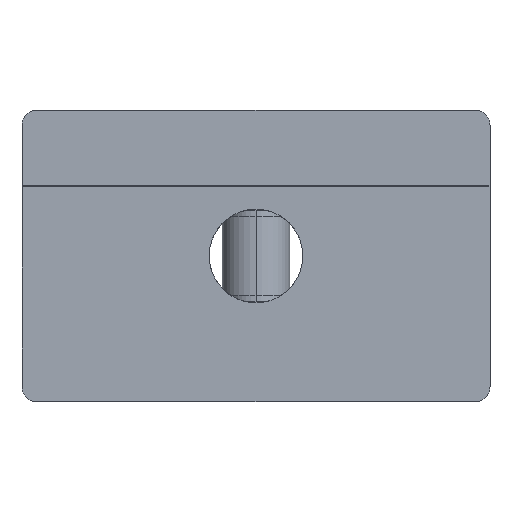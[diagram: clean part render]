
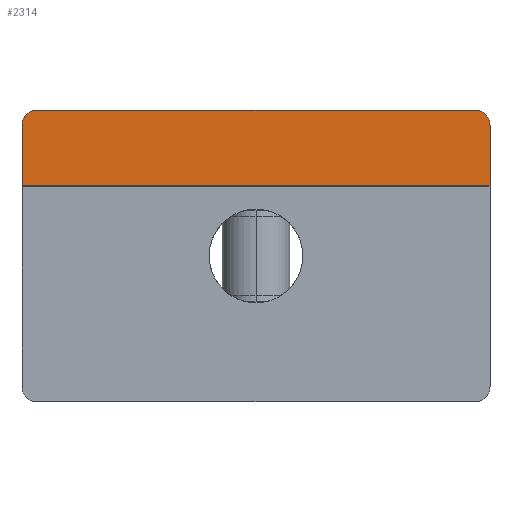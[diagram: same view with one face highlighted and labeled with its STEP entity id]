
A CAD part, left-side view. The second image highlights one B-rep face of the part: STEP entity #2314.
In plain terms, the highlighted cylindrical face has radius 500000 mm (diameter 1e+06 mm), a partial arc.
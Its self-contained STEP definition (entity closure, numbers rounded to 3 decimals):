
#132 = CARTESIAN_POINT ( 'NONE',  ( -63., -21.362, 14. ) ) ;
#265 = DIRECTION ( 'NONE',  ( 0., 0., 1. ) ) ;
#275 = CIRCLE ( 'NONE', #1414, 500000. ) ;
#289 = EDGE_CURVE ( 'NONE', #422, #3313, #646, .T. ) ;
#365 = CARTESIAN_POINT ( 'NONE',  ( -63., -22.364, 13.191 ) ) ;
#412 = CARTESIAN_POINT ( 'NONE',  ( -63., -22.473, 12.875 ) ) ;
#422 = VERTEX_POINT ( 'NONE', #1602 ) ;
#486 = DIRECTION ( 'NONE',  ( 0., 1., 0. ) ) ;
#514 = CARTESIAN_POINT ( 'NONE',  ( -63., 22.5, 12.544 ) ) ;
#527 = ORIENTED_EDGE ( 'NONE', *, *, #2807, .F. ) ;
#581 = DIRECTION ( 'NONE',  ( 0., 0., 1. ) ) ;
#646 = LINE ( 'NONE', #986, #2448 ) ;
#662 = AXIS2_PLACEMENT_3D ( 'NONE', #2957, #486, #265 ) ;
#758 = CARTESIAN_POINT ( 'NONE',  ( -63., -22.5, 12.544 ) ) ;
#763 = LINE ( 'NONE', #1876, #2458 ) ;
#826 = CARTESIAN_POINT ( 'NONE',  ( -63., 21.957, 13.712 ) ) ;
#834 = CARTESIAN_POINT ( 'NONE',  ( -63., 22.5, 6.75 ) ) ;
#964 = CARTESIAN_POINT ( 'NONE',  ( -63., -21.687, 13.919 ) ) ;
#986 = CARTESIAN_POINT ( 'NONE',  ( -63., -39., 14. ) ) ;
#1014 = EDGE_CURVE ( 'NONE', #2659, #2767, #275, .T. ) ;
#1049 = B_SPLINE_CURVE_WITH_KNOTS ( 'NONE', 3,
 ( #3385, #1996, #412, #365, #2572, #2590, #964, #132 ),
 .UNSPECIFIED., .F., .F.,
 ( 4, 2, 2, 4 ),
 ( 0., 0., 0.001, 0.002 ),
 .UNSPECIFIED. ) ;
#1100 = CARTESIAN_POINT ( 'NONE',  ( -500063., 22.5, 0. ) ) ;
#1103 = CARTESIAN_POINT ( 'NONE',  ( -63., 21.362, 14. ) ) ;
#1127 = ORIENTED_EDGE ( 'NONE', *, *, #1014, .F. ) ;
#1211 = DIRECTION ( 'NONE',  ( 0., 1., 0. ) ) ;
#1280 = VERTEX_POINT ( 'NONE', #514 ) ;
#1329 = ORIENTED_EDGE ( 'NONE', *, *, #1375, .T. ) ;
#1375 = EDGE_CURVE ( 'NONE', #2659, #422, #1049, .T. ) ;
#1397 = CIRCLE ( 'NONE', #2258, 500000. ) ;
#1414 = AXIS2_PLACEMENT_3D ( 'NONE', #3342, #3033, #581 ) ;
#1578 = CARTESIAN_POINT ( 'NONE',  ( -63., 22.387, 13.205 ) ) ;
#1594 = DIRECTION ( 'NONE',  ( 0., -1., 0. ) ) ;
#1602 = CARTESIAN_POINT ( 'NONE',  ( -63., -21.362, 14. ) ) ;
#1868 = VERTEX_POINT ( 'NONE', #834 ) ;
#1876 = CARTESIAN_POINT ( 'NONE',  ( -63., -39., 6.75 ) ) ;
#1996 = CARTESIAN_POINT ( 'NONE',  ( -63., -22.5, 12.712 ) ) ;
#2055 = ORIENTED_EDGE ( 'NONE', *, *, #3363, .T. ) ;
#2086 = CARTESIAN_POINT ( 'NONE',  ( -63., 21.362, 14. ) ) ;
#2169 = CARTESIAN_POINT ( 'NONE',  ( -63., 21.676, 13.894 ) ) ;
#2248 = DIRECTION ( 'NONE',  ( 1., 0., 0. ) ) ;
#2258 = AXIS2_PLACEMENT_3D ( 'NONE', #1100, #3004, #2248 ) ;
#2269 = ORIENTED_EDGE ( 'NONE', *, *, #3410, .T. ) ;
#2314 = ADVANCED_FACE ( 'NONE', ( #2381 ), #3485, .F. ) ;
#2355 = ORIENTED_EDGE ( 'NONE', *, *, #289, .T. ) ;
#2381 = FACE_OUTER_BOUND ( 'NONE', #3328, .T. ) ;
#2401 = CARTESIAN_POINT ( 'NONE',  ( -63., 21.524, 13.96 ) ) ;
#2448 = VECTOR ( 'NONE', #1211, 1000. ) ;
#2458 = VECTOR ( 'NONE', #1594, 1000. ) ;
#2572 = CARTESIAN_POINT ( 'NONE',  ( -63., -22.285, 13.336 ) ) ;
#2590 = CARTESIAN_POINT ( 'NONE',  ( -63., -21.976, 13.731 ) ) ;
#2659 = VERTEX_POINT ( 'NONE', #758 ) ;
#2767 = VERTEX_POINT ( 'NONE', #3019 ) ;
#2807 = EDGE_CURVE ( 'NONE', #1868, #1280, #1397, .T. ) ;
#2932 = B_SPLINE_CURVE_WITH_KNOTS ( 'NONE', 3,
 ( #1103, #2401, #2169, #826, #3235, #1578, #3282, #3520 ),
 .UNSPECIFIED., .F., .F.,
 ( 4, 2, 2, 4 ),
 ( 0., 0., 0.001, 0.002 ),
 .UNSPECIFIED. ) ;
#2957 = CARTESIAN_POINT ( 'NONE',  ( -500063., -39., 0. ) ) ;
#3004 = DIRECTION ( 'NONE',  ( 0., -1., 0. ) ) ;
#3019 = CARTESIAN_POINT ( 'NONE',  ( -63., -22.5, 6.75 ) ) ;
#3033 = DIRECTION ( 'NONE',  ( 0., 1., 0. ) ) ;
#3235 = CARTESIAN_POINT ( 'NONE',  ( -63., 22.079, 13.6 ) ) ;
#3282 = CARTESIAN_POINT ( 'NONE',  ( -63., 22.5, 12.879 ) ) ;
#3313 = VERTEX_POINT ( 'NONE', #2086 ) ;
#3328 = EDGE_LOOP ( 'NONE', ( #1127, #1329, #2355, #2055, #527, #2269 ) ) ;
#3342 = CARTESIAN_POINT ( 'NONE',  ( -500063., -22.5, 0. ) ) ;
#3363 = EDGE_CURVE ( 'NONE', #3313, #1280, #2932, .T. ) ;
#3385 = CARTESIAN_POINT ( 'NONE',  ( -63., -22.5, 12.544 ) ) ;
#3410 = EDGE_CURVE ( 'NONE', #1868, #2767, #763, .T. ) ;
#3485 = CYLINDRICAL_SURFACE ( 'NONE', #662, 500000. ) ;
#3520 = CARTESIAN_POINT ( 'NONE',  ( -63., 22.5, 12.544 ) ) ;
